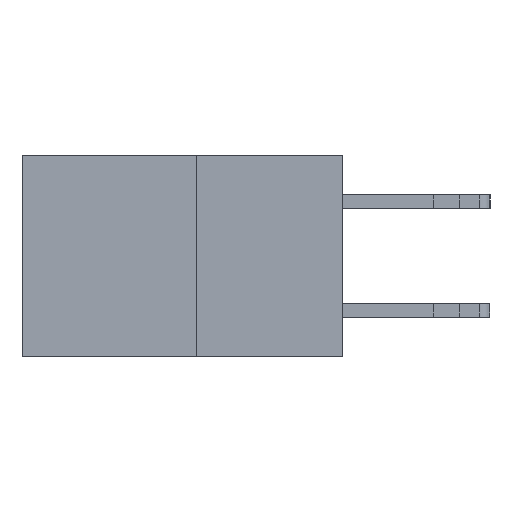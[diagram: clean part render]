
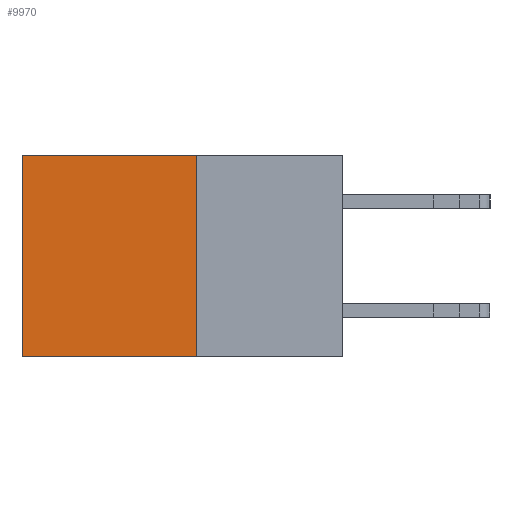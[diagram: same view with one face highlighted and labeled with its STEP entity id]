
A CAD part, left-side view. The second image highlights one B-rep face of the part: STEP entity #9970.
In plain terms, the highlighted planar face has unit normal (-1, 0, 0).
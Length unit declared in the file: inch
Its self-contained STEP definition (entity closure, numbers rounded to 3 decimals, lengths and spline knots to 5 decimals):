
#154 = CARTESIAN_POINT ( 'NONE',  ( 0.277, 0.59, -0.37 ) ) ;
#240 = FACE_OUTER_BOUND ( 'NONE', #4605, .T. ) ;
#1064 = EDGE_CURVE ( 'NONE', #14726, #7709, #15863, .T. ) ;
#1325 = CARTESIAN_POINT ( 'NONE',  ( 0.277, 0.27, 0. ) ) ;
#1339 = ORIENTED_EDGE ( 'NONE', *, *, #2301, .T. ) ;
#1525 = VERTEX_POINT ( 'NONE', #2477 ) ;
#1888 = PLANE ( 'NONE',  #13047 ) ;
#2015 = DIRECTION ( 'NONE',  ( 1., 0., 0. ) ) ;
#2135 = VECTOR ( 'NONE', #12980, 39.37008 ) ;
#2209 = CARTESIAN_POINT ( 'NONE',  ( 0.277, 0.27, -0.37 ) ) ;
#2301 = EDGE_CURVE ( 'NONE', #7588, #1525, #14799, .T. ) ;
#2477 = CARTESIAN_POINT ( 'NONE',  ( 0.277, 0.59, 0. ) ) ;
#3467 = VECTOR ( 'NONE', #5137, 39.37008 ) ;
#4605 = EDGE_LOOP ( 'NONE', ( #10123, #16607, #4622, #1339 ) ) ;
#4622 = ORIENTED_EDGE ( 'NONE', *, *, #10052, .F. ) ;
#5137 = DIRECTION ( 'NONE',  ( 0., 0., -1. ) ) ;
#7588 = VERTEX_POINT ( 'NONE', #1325 ) ;
#7709 = VERTEX_POINT ( 'NONE', #154 ) ;
#8875 = CARTESIAN_POINT ( 'NONE',  ( 0.277, 0.27, -0.37 ) ) ;
#9479 = EDGE_CURVE ( 'NONE', #1525, #7709, #10510, .T. ) ;
#9970 = ADVANCED_FACE ( 'NONE', ( #240 ), #1888, .F. ) ;
#10033 = CARTESIAN_POINT ( 'NONE',  ( 0.277, 0.27, -0.37 ) ) ;
#10052 = EDGE_CURVE ( 'NONE', #7588, #14726, #15928, .T. ) ;
#10123 = ORIENTED_EDGE ( 'NONE', *, *, #9479, .T. ) ;
#10510 = LINE ( 'NONE', #13016, #3467 ) ;
#11354 = DIRECTION ( 'NONE',  ( 0., 0., -1. ) ) ;
#11517 = DIRECTION ( 'NONE',  ( 0., 0., -1. ) ) ;
#11685 = VECTOR ( 'NONE', #16378, 39.37008 ) ;
#12812 = VECTOR ( 'NONE', #11517, 39.37008 ) ;
#12980 = DIRECTION ( 'NONE',  ( 0., 1., 0. ) ) ;
#13016 = CARTESIAN_POINT ( 'NONE',  ( 0.277, 0.59, -0.37 ) ) ;
#13047 = AXIS2_PLACEMENT_3D ( 'NONE', #10033, #2015, #11354 ) ;
#14726 = VERTEX_POINT ( 'NONE', #8875 ) ;
#14799 = LINE ( 'NONE', #16148, #11685 ) ;
#15863 = LINE ( 'NONE', #16776, #2135 ) ;
#15928 = LINE ( 'NONE', #2209, #12812 ) ;
#16148 = CARTESIAN_POINT ( 'NONE',  ( 0.277, 0.27, 0. ) ) ;
#16378 = DIRECTION ( 'NONE',  ( 0., 1., 0. ) ) ;
#16607 = ORIENTED_EDGE ( 'NONE', *, *, #1064, .F. ) ;
#16776 = CARTESIAN_POINT ( 'NONE',  ( 0.277, 0.27, -0.37 ) ) ;
